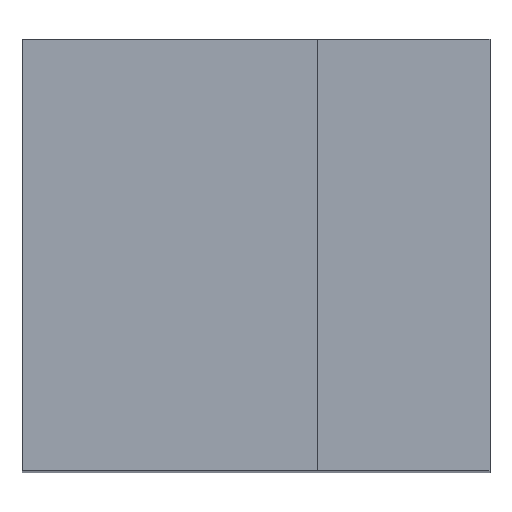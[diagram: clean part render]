
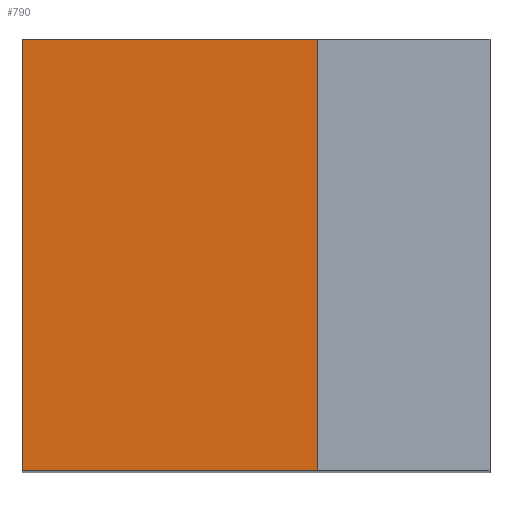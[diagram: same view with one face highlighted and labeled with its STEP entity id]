
A CAD part, top view. The second image highlights one B-rep face of the part: STEP entity #790.
In plain terms, the highlighted planar face has unit normal (0, 0, 1).
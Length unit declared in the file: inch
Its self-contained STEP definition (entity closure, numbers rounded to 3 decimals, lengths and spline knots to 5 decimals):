
#58 = ORIENTED_EDGE ( 'NONE', *, *, #2040, .F. ) ;
#112 = CARTESIAN_POINT ( 'NONE',  ( 0.04128, 0.84881, 1.61871 ) ) ;
#384 = VECTOR ( 'NONE', #2795, 39.37008 ) ;
#405 = VERTEX_POINT ( 'NONE', #659 ) ;
#463 = DIRECTION ( 'NONE',  ( 1., 0., 0. ) ) ;
#659 = CARTESIAN_POINT ( 'NONE',  ( 0.04128, 0.36849, 1.61871 ) ) ;
#790 = ADVANCED_FACE ( 'NONE', ( #3194 ), #1455, .T. ) ;
#888 = VERTEX_POINT ( 'NONE', #1911 ) ;
#920 = VERTEX_POINT ( 'NONE', #112 ) ;
#1033 = CARTESIAN_POINT ( 'NONE',  ( 0.04128, 0.84881, 1.61871 ) ) ;
#1091 = CARTESIAN_POINT ( 'NONE',  ( -1.77214, 0.84881, 1.61871 ) ) ;
#1095 = EDGE_CURVE ( 'NONE', #888, #1219, #1793, .T. ) ;
#1116 = ORIENTED_EDGE ( 'NONE', *, *, #4467, .F. ) ;
#1219 = VERTEX_POINT ( 'NONE', #3572 ) ;
#1455 = PLANE ( 'NONE',  #1897 ) ;
#1658 = VECTOR ( 'NONE', #2591, 39.37008 ) ;
#1676 = LINE ( 'NONE', #1033, #384 ) ;
#1717 = VECTOR ( 'NONE', #463, 39.37008 ) ;
#1793 = LINE ( 'NONE', #3818, #3653 ) ;
#1801 = LINE ( 'NONE', #3518, #1717 ) ;
#1897 = AXIS2_PLACEMENT_3D ( 'NONE', #1091, #2069, #3534 ) ;
#1911 = CARTESIAN_POINT ( 'NONE',  ( 0.36962, 0.84881, 1.61871 ) ) ;
#2040 = EDGE_CURVE ( 'NONE', #920, #888, #3655, .T. ) ;
#2069 = DIRECTION ( 'NONE',  ( 0., 0., 1. ) ) ;
#2414 = DIRECTION ( 'NONE',  ( 0., -1., 0. ) ) ;
#2591 = DIRECTION ( 'NONE',  ( 1., 0., 0. ) ) ;
#2610 = EDGE_CURVE ( 'NONE', #405, #1219, #1801, .T. ) ;
#2795 = DIRECTION ( 'NONE',  ( 0., 1., 0. ) ) ;
#2985 = CARTESIAN_POINT ( 'NONE',  ( -1.77214, 0.84881, 1.61871 ) ) ;
#3194 = FACE_OUTER_BOUND ( 'NONE', #3764, .T. ) ;
#3518 = CARTESIAN_POINT ( 'NONE',  ( -1.77214, 0.36849, 1.61871 ) ) ;
#3534 = DIRECTION ( 'NONE',  ( 1., 0., 0. ) ) ;
#3572 = CARTESIAN_POINT ( 'NONE',  ( 0.36962, 0.36849, 1.61871 ) ) ;
#3653 = VECTOR ( 'NONE', #2414, 39.37008 ) ;
#3655 = LINE ( 'NONE', #2985, #1658 ) ;
#3756 = ORIENTED_EDGE ( 'NONE', *, *, #2610, .T. ) ;
#3764 = EDGE_LOOP ( 'NONE', ( #1116, #3756, #4264, #58 ) ) ;
#3818 = CARTESIAN_POINT ( 'NONE',  ( 0.36962, 0.84881, 1.61871 ) ) ;
#4264 = ORIENTED_EDGE ( 'NONE', *, *, #1095, .F. ) ;
#4467 = EDGE_CURVE ( 'NONE', #405, #920, #1676, .T. ) ;
